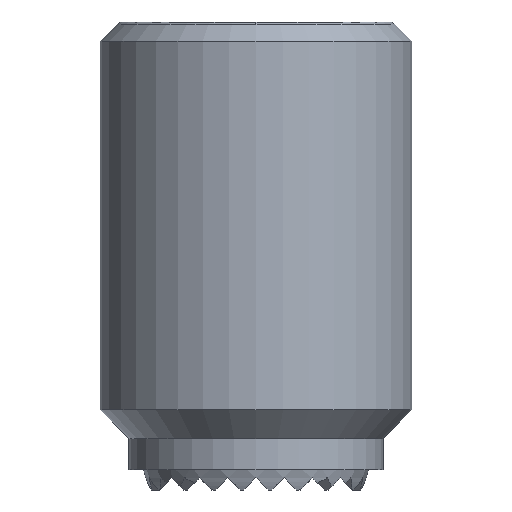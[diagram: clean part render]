
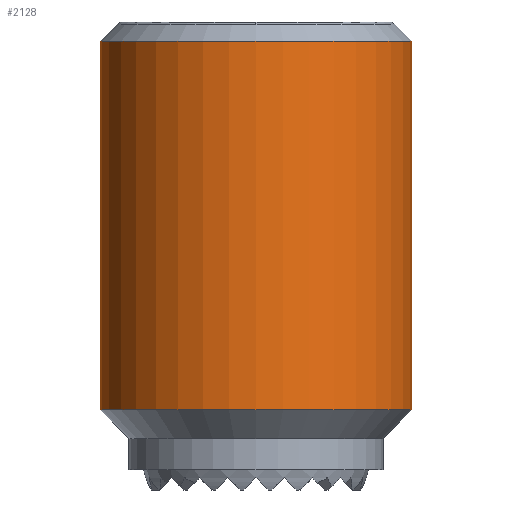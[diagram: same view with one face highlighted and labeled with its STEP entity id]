
A CAD part, front view. The second image highlights one B-rep face of the part: STEP entity #2128.
In plain terms, the highlighted cylindrical face has radius 10 mm (diameter 20 mm), a partial arc.
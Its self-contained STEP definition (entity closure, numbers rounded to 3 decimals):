
#1630=VERTEX_POINT('',#4105);
#1634=VERTEX_POINT('',#4109);
#1874=VERTEX_POINT('',#4367);
#2128=ADVANCED_FACE('',(#4656),#4657,.T.);
#2642=EDGE_CURVE('',#1634,#3130,#5233,.T.);
#3130=VERTEX_POINT('',#5786);
#3402=EDGE_CURVE('',#3130,#1630,#6084,.T.);
#3492=EDGE_CURVE('',#1874,#1630,#6182,.T.);
#3518=EDGE_CURVE('',#1874,#1634,#6211,.T.);
#4105=CARTESIAN_POINT('',(10.,0.,-24.85));
#4109=CARTESIAN_POINT('',(-10.,0.,-1.25));
#4367=CARTESIAN_POINT('',(-10.,0.,-24.85));
#4656=FACE_OUTER_BOUND('',#7781,.T.);
#4657=CYLINDRICAL_SURFACE('',#7782,10.);
#5233=CIRCLE('',#8604,10.);
#5786=CARTESIAN_POINT('',(10.,0.,-1.25));
#6084=LINE('',#9805,#9806);
#6182=CIRCLE('',#9963,10.);
#6211=LINE('',#10005,#10006);
#7781=EDGE_LOOP('',(#11378,#11379,#11380,#11381));
#7782=AXIS2_PLACEMENT_3D('',#11382,#11383,#11384);
#8604=AXIS2_PLACEMENT_3D('',#12053,#12054,#12055);
#9805=CARTESIAN_POINT('',(10.,0.,-13.05));
#9806=VECTOR('',#13021,1.0);
#9963=AXIS2_PLACEMENT_3D('',#13119,#13120,#13121);
#10005=CARTESIAN_POINT('',(-10.,0.,-13.05));
#10006=VECTOR('',#13153,1.0);
#11378=ORIENTED_EDGE('',*,*,#3518,.F.);
#11379=ORIENTED_EDGE('',*,*,#3492,.T.);
#11380=ORIENTED_EDGE('',*,*,#3402,.F.);
#11381=ORIENTED_EDGE('',*,*,#2642,.F.);
#11382=CARTESIAN_POINT('',(0.,0.,-13.05));
#11383=DIRECTION('',(-0.0,-0.0,-1.0));
#11384=DIRECTION('',(-1.0,0.,0.0));
#12053=CARTESIAN_POINT('',(0.,0.,-1.25));
#12054=DIRECTION('',(0.0,0.0,1.0));
#12055=DIRECTION('',(-1.0,0.,0.0));
#13021=DIRECTION('',(-0.0,-0.0,-1.0));
#13119=CARTESIAN_POINT('',(0.,0.,-24.85));
#13120=DIRECTION('',(0.0,0.0,1.0));
#13121=DIRECTION('',(-1.0,0.,0.0));
#13153=DIRECTION('',(0.0,0.0,1.0));
